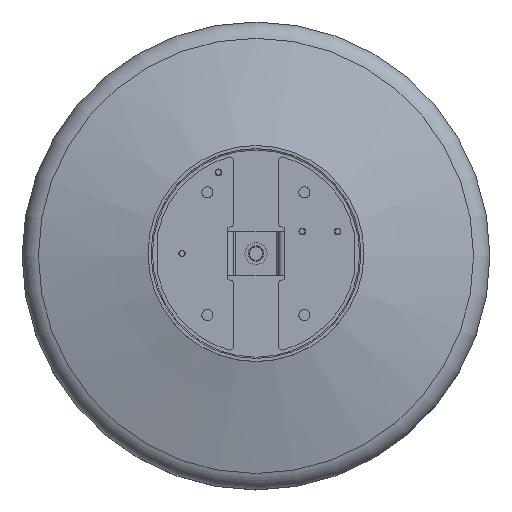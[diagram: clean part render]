
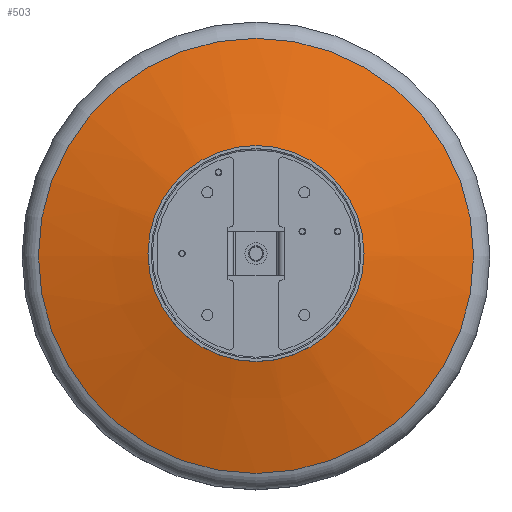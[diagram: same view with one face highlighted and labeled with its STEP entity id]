
A CAD part, top view. The second image highlights one B-rep face of the part: STEP entity #503.
In plain terms, the highlighted conical face has half-angle 75 degrees and reference radius 32.412 mm.
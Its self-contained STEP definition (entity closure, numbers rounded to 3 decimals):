
#367=CONICAL_SURFACE('',#2206,32.412,75.);
#503=ADVANCED_FACE('',(#734,#735),#367,.T.);
#734=FACE_BOUND('',#968,.T.);
#735=FACE_BOUND('',#969,.T.);
#968=EDGE_LOOP('',(#1406));
#969=EDGE_LOOP('',(#1407));
#1406=ORIENTED_EDGE('',*,*,#1819,.T.);
#1407=ORIENTED_EDGE('',*,*,#1818,.F.);
#1599=VERTEX_POINT('',#3338);
#1600=VERTEX_POINT('',#3341);
#1818=EDGE_CURVE('',#1599,#1599,#1953,.T.);
#1819=EDGE_CURVE('',#1600,#1600,#1954,.T.);
#1953=CIRCLE('',#2203,32.412);
#1954=CIRCLE('',#2205,98.726);
#2203=AXIS2_PLACEMENT_3D('',#3337,#2790,#2791);
#2205=AXIS2_PLACEMENT_3D('',#3340,#2794,#2795);
#2206=AXIS2_PLACEMENT_3D('',#3342,#2796,#2797);
#2790=DIRECTION('',(0.,0.,1.));
#2791=DIRECTION('',(1.,0.,0.));
#2794=DIRECTION('',(0.,0.,1.));
#2795=DIRECTION('',(1.,0.,0.));
#2796=DIRECTION('',(0.,0.,-1.));
#2797=DIRECTION('',(-1.,0.,0.));
#3337=CARTESIAN_POINT('',(0.,0.,56.494));
#3338=CARTESIAN_POINT('',(32.412,0.,56.494));
#3340=CARTESIAN_POINT('',(0.,0.,38.725));
#3341=CARTESIAN_POINT('',(98.726,0.,38.725));
#3342=CARTESIAN_POINT('',(0.,0.,56.494));
